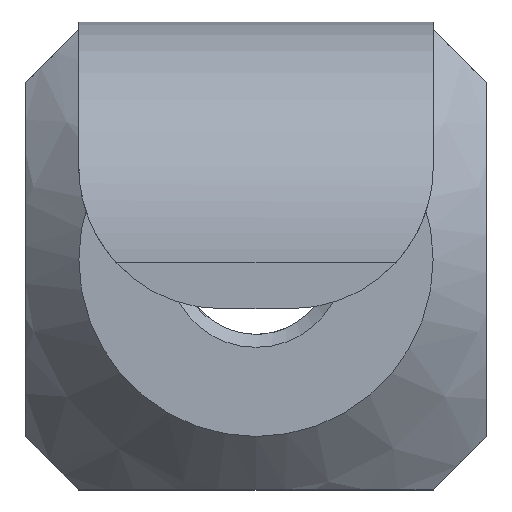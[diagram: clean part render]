
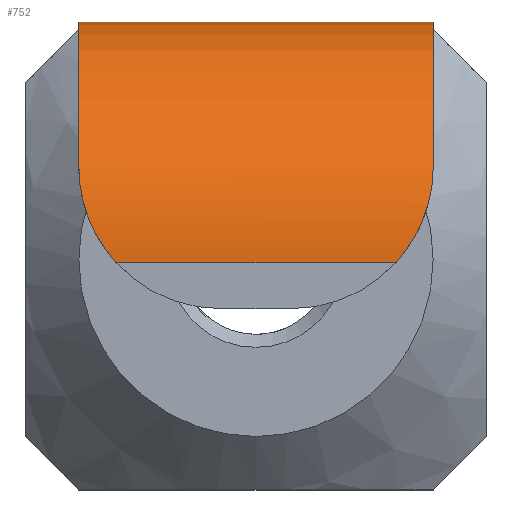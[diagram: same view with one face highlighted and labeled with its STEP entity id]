
A CAD part, top view. The second image highlights one B-rep face of the part: STEP entity #752.
In plain terms, the highlighted cylindrical face has radius 6.8 mm (diameter 13.6 mm), a partial arc.
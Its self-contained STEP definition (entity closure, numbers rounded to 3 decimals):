
#73=FACE_OUTER_BOUND('',#115,.T.);
#115=EDGE_LOOP('',(#611,#612,#613,#614,#615,#616));
#150=CIRCLE('',#820,6.8);
#151=CIRCLE('',#821,6.8);
#188=B_SPLINE_CURVE_WITH_KNOTS('',3,(#2251,#2252,#2253,#2254,#2255,#2256),
 .UNSPECIFIED.,.F.,.F.,(4,2,4),(-2.052,-1.898,-1.76),
 .UNSPECIFIED.);
#190=B_SPLINE_CURVE_WITH_KNOTS('',3,(#2277,#2278,#2279,#2280,#2281,#2282),
 .UNSPECIFIED.,.F.,.F.,(4,2,4),(1.76,1.898,2.052),
 .UNSPECIFIED.);
#209=LINE('',#2275,#259);
#210=LINE('',#2286,#260);
#259=VECTOR('',#932,1.);
#260=VECTOR('',#935,1.);
#339=VERTEX_POINT('',#2249);
#340=VERTEX_POINT('',#2250);
#345=VERTEX_POINT('',#2274);
#346=VERTEX_POINT('',#2276);
#347=VERTEX_POINT('',#2283);
#348=VERTEX_POINT('',#2285);
#435=EDGE_CURVE('',#339,#340,#188,.T.);
#441=EDGE_CURVE('',#345,#340,#209,.T.);
#442=EDGE_CURVE('',#345,#346,#190,.T.);
#443=EDGE_CURVE('',#346,#347,#150,.T.);
#444=EDGE_CURVE('',#347,#348,#210,.T.);
#445=EDGE_CURVE('',#348,#339,#151,.T.);
#611=ORIENTED_EDGE('',*,*,#435,.T.);
#612=ORIENTED_EDGE('',*,*,#441,.F.);
#613=ORIENTED_EDGE('',*,*,#442,.T.);
#614=ORIENTED_EDGE('',*,*,#443,.T.);
#615=ORIENTED_EDGE('',*,*,#444,.T.);
#616=ORIENTED_EDGE('',*,*,#445,.T.);
#727=CYLINDRICAL_SURFACE('',#819,6.8);
#752=ADVANCED_FACE('',(#73),#727,.T.);
#819=AXIS2_PLACEMENT_3D('',#2273,#930,#931);
#820=AXIS2_PLACEMENT_3D('',#2284,#933,#934);
#821=AXIS2_PLACEMENT_3D('',#2287,#936,#937);
#930=DIRECTION('center_axis',(-1.,0.,0.));
#931=DIRECTION('ref_axis',(0.,0.,1.));
#932=DIRECTION('',(-1.,0.,0.));
#933=DIRECTION('center_axis',(-1.,0.,0.));
#934=DIRECTION('ref_axis',(0.,0.,1.));
#935=DIRECTION('',(-1.,0.,0.));
#936=DIRECTION('center_axis',(1.,0.,0.));
#937=DIRECTION('ref_axis',(0.,0.,1.));
#2249=CARTESIAN_POINT('',(-5.,2.6,10.241));
#2250=CARTESIAN_POINT('',(-3.951,-0.1,10.8));
#2251=CARTESIAN_POINT('Ctrl Pts',(-5.,2.6,10.241));
#2252=CARTESIAN_POINT('Ctrl Pts',(-5.,2.13,10.444));
#2253=CARTESIAN_POINT('Ctrl Pts',(-4.911,1.606,10.602));
#2254=CARTESIAN_POINT('Ctrl Pts',(-4.535,0.667,10.772));
#2255=CARTESIAN_POINT('Ctrl Pts',(-4.267,0.245,10.8));
#2256=CARTESIAN_POINT('Ctrl Pts',(-3.951,-0.1,
10.8));
#2273=CARTESIAN_POINT('Origin',(5.,-0.1,4.));
#2274=CARTESIAN_POINT('',(3.951,-0.1,10.8));
#2275=CARTESIAN_POINT('',(5.,-0.1,10.8));
#2276=CARTESIAN_POINT('',(5.,2.6,10.241));
#2277=CARTESIAN_POINT('Ctrl Pts',(3.951,-0.1,
10.8));
#2278=CARTESIAN_POINT('Ctrl Pts',(4.267,0.245,10.8));
#2279=CARTESIAN_POINT('Ctrl Pts',(4.535,0.667,10.772));
#2280=CARTESIAN_POINT('Ctrl Pts',(4.911,1.606,10.602));
#2281=CARTESIAN_POINT('Ctrl Pts',(5.,2.13,10.444));
#2282=CARTESIAN_POINT('Ctrl Pts',(5.,2.6,10.241));
#2283=CARTESIAN_POINT('',(5.,6.7,4.));
#2284=CARTESIAN_POINT('Origin',(5.,-0.1,4.));
#2285=CARTESIAN_POINT('',(-5.,6.7,4.));
#2286=CARTESIAN_POINT('',(5.,6.7,4.));
#2287=CARTESIAN_POINT('Origin',(-5.,-0.1,4.));
